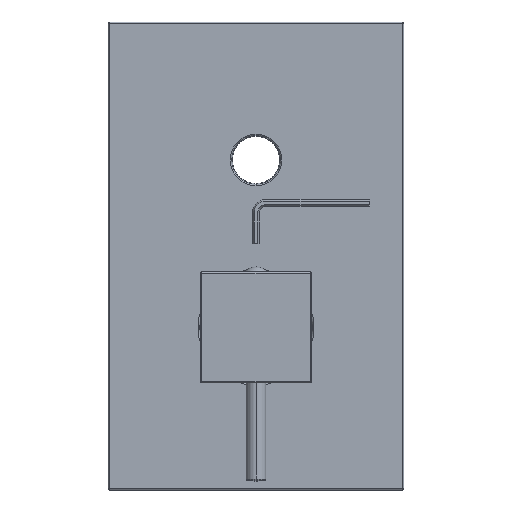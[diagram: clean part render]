
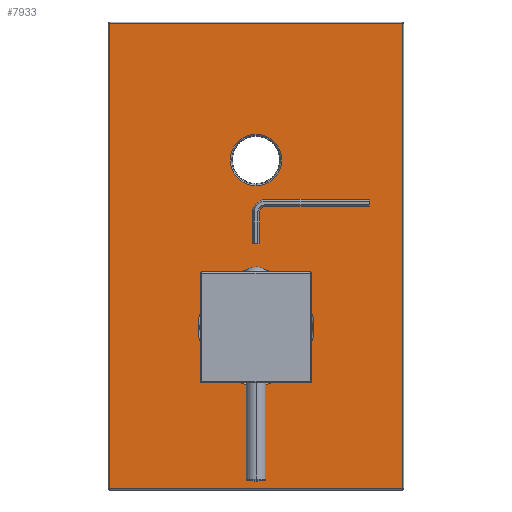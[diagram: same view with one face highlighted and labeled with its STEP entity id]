
A CAD part, top view. The second image highlights one B-rep face of the part: STEP entity #7933.
In plain terms, the highlighted face is planar.
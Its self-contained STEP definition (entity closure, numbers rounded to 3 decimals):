
#7154=DIRECTION('',(-1.,0.,0.));
#7155=VECTOR('',#7154,119.);
#7156=CARTESIAN_POINT('',(59.5,8.,-94.5));
#7157=LINE('',#7156,#7155);
#7161=DIRECTION('',(0.,0.,-1.));
#7162=VECTOR('',#7161,189.);
#7163=CARTESIAN_POINT('',(59.5,8.,94.5));
#7164=LINE('',#7163,#7162);
#7168=DIRECTION('',(1.,0.,0.));
#7169=VECTOR('',#7168,119.);
#7170=CARTESIAN_POINT('',(-59.5,8.,94.5));
#7171=LINE('',#7170,#7169);
#7175=DIRECTION('',(0.,0.,1.));
#7176=VECTOR('',#7175,189.);
#7177=CARTESIAN_POINT('',(-59.5,8.,-94.5));
#7178=LINE('',#7177,#7176);
#7182=CARTESIAN_POINT('',(0.,8.,29.));
#7183=DIRECTION('',(0.,-1.,0.));
#7184=DIRECTION('',(1.,0.,0.));
#7185=AXIS2_PLACEMENT_3D('',#7182,#7183,#7184);
#7190=CARTESIAN_POINT('',(0.,8.,29.));
#7191=DIRECTION('',(0.,-1.,0.));
#7192=DIRECTION('',(-1.,0.,0.));
#7193=AXIS2_PLACEMENT_3D('',#7190,#7191,#7192);
#7198=CARTESIAN_POINT('',(0.,8.,-39.));
#7199=DIRECTION('',(0.,-1.,0.));
#7200=DIRECTION('',(-1.,0.,0.));
#7201=AXIS2_PLACEMENT_3D('',#7198,#7199,#7200);
#7206=CARTESIAN_POINT('',(0.,8.,-39.));
#7207=DIRECTION('',(0.,-1.,0.));
#7208=DIRECTION('',(1.,0.,0.));
#7209=AXIS2_PLACEMENT_3D('',#7206,#7207,#7208);
#7577=CARTESIAN_POINT('',(59.5,8.,-94.5));
#7578=CARTESIAN_POINT('',(-59.5,8.,-94.5));
#7579=VERTEX_POINT('',#7577);
#7580=VERTEX_POINT('',#7578);
#7585=CARTESIAN_POINT('',(-59.5,8.,94.5));
#7586=VERTEX_POINT('',#7585);
#7591=CARTESIAN_POINT('',(59.5,8.,94.5));
#7592=VERTEX_POINT('',#7591);
#7597=CARTESIAN_POINT('',(23.5,8.,29.));
#7598=CARTESIAN_POINT('',(-23.5,8.,29.));
#7599=VERTEX_POINT('',#7597);
#7600=VERTEX_POINT('',#7598);
#7605=CARTESIAN_POINT('',(-10.5,8.,-39.));
#7606=CARTESIAN_POINT('',(10.5,8.,-39.));
#7607=VERTEX_POINT('',#7605);
#7608=VERTEX_POINT('',#7606);
#7907=CARTESIAN_POINT('',(0.,8.,0.));
#7908=DIRECTION('',(0.,1.,0.));
#7909=DIRECTION('',(1.,0.,0.));
#7910=AXIS2_PLACEMENT_3D('',#7907,#7908,#7909);
#7911=PLANE('',#7910);
#7913=ORIENTED_EDGE('',*,*,#7912,.F.);
#7915=ORIENTED_EDGE('',*,*,#7914,.F.);
#7917=ORIENTED_EDGE('',*,*,#7916,.F.);
#7919=ORIENTED_EDGE('',*,*,#7918,.F.);
#7920=EDGE_LOOP('',(#7913,#7915,#7917,#7919));
#7921=FACE_OUTER_BOUND('',#7920,.F.);
#7923=ORIENTED_EDGE('',*,*,#7922,.F.);
#7925=ORIENTED_EDGE('',*,*,#7924,.F.);
#7926=EDGE_LOOP('',(#7923,#7925));
#7927=FACE_BOUND('',#7926,.F.);
#7928=ORIENTED_EDGE('',*,*,#7897,.F.);
#7930=ORIENTED_EDGE('',*,*,#7929,.F.);
#7931=EDGE_LOOP('',(#7928,#7930));
#7932=FACE_BOUND('',#7931,.F.);
#7933=ADVANCED_FACE('',(#7921,#7927,#7932),#7911,.T.);
#7186=CIRCLE('',#7185,23.5);
#7194=CIRCLE('',#7193,23.5);
#7202=CIRCLE('',#7201,10.5);
#7210=CIRCLE('',#7209,10.5);
#7897=EDGE_CURVE('',#7607,#7608,#7202,.T.);
#7912=EDGE_CURVE('',#7579,#7580,#7157,.T.);
#7914=EDGE_CURVE('',#7592,#7579,#7164,.T.);
#7916=EDGE_CURVE('',#7586,#7592,#7171,.T.);
#7918=EDGE_CURVE('',#7580,#7586,#7178,.T.);
#7922=EDGE_CURVE('',#7599,#7600,#7186,.T.);
#7924=EDGE_CURVE('',#7600,#7599,#7194,.T.);
#7929=EDGE_CURVE('',#7608,#7607,#7210,.T.);
